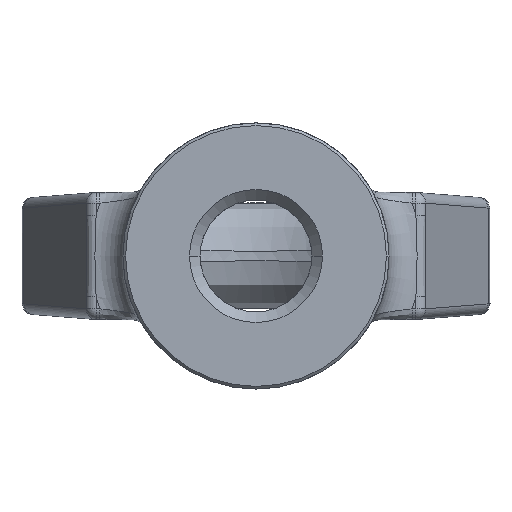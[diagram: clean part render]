
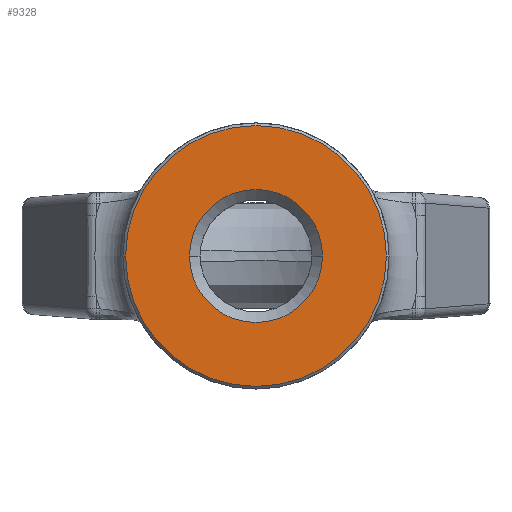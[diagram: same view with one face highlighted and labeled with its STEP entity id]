
A CAD part, front view. The second image highlights one B-rep face of the part: STEP entity #9328.
In plain terms, the highlighted planar face has unit normal (0, -1, 0).
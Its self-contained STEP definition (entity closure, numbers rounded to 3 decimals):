
#1954=CARTESIAN_POINT('',(0.,-86.,0.));
#1955=DIRECTION('',(0.,-1.,0.));
#1956=DIRECTION('',(-1.,0.,0.));
#1957=AXIS2_PLACEMENT_3D('',#1954,#1955,#1956);
#1959=CARTESIAN_POINT('',(0.,-86.,0.));
#1960=DIRECTION('',(0.,1.,0.));
#1961=DIRECTION('',(-1.,0.,0.));
#1962=AXIS2_PLACEMENT_3D('',#1959,#1960,#1961);
#1964=CARTESIAN_POINT('',(0.,-86.,0.));
#1965=DIRECTION('',(0.,-1.,0.));
#1966=DIRECTION('',(-1.,0.,0.));
#1967=AXIS2_PLACEMENT_3D('',#1964,#1965,#1966);
#1969=CARTESIAN_POINT('',(0.,-86.,0.));
#1970=DIRECTION('',(0.,-1.,0.));
#1971=DIRECTION('',(1.,0.,0.));
#1972=AXIS2_PLACEMENT_3D('',#1969,#1970,#1971);
#5822=CARTESIAN_POINT('',(-49.,-86.,0.));
#5823=VERTEX_POINT('',#5822);
#5824=CARTESIAN_POINT('',(49.,-86.,0.));
#5825=VERTEX_POINT('',#5824);
#5830=CARTESIAN_POINT('',(-25.,-86.,0.));
#5831=CARTESIAN_POINT('',(25.,-86.,0.));
#5832=VERTEX_POINT('',#5830);
#5833=VERTEX_POINT('',#5831);
#9312=CARTESIAN_POINT('',(0.,-86.,0.));
#9313=DIRECTION('',(0.,1.,0.));
#9314=DIRECTION('',(1.,0.,0.));
#9315=AXIS2_PLACEMENT_3D('',#9312,#9313,#9314);
#9316=PLANE('',#9315);
#9318=ORIENTED_EDGE('',*,*,#9317,.F.);
#9320=ORIENTED_EDGE('',*,*,#9319,.T.);
#9321=EDGE_LOOP('',(#9318,#9320));
#9322=FACE_OUTER_BOUND('',#9321,.F.);
#9323=ORIENTED_EDGE('',*,*,#9302,.T.);
#9325=ORIENTED_EDGE('',*,*,#9324,.T.);
#9326=EDGE_LOOP('',(#9323,#9325));
#9327=FACE_BOUND('',#9326,.F.);
#9328=ADVANCED_FACE('',(#9322,#9327),#9316,.F.);
#1958=CIRCLE('',#1957,49.);
#1963=CIRCLE('',#1962,49.);
#1968=CIRCLE('',#1967,25.);
#1973=CIRCLE('',#1972,25.);
#9302=EDGE_CURVE('',#5832,#5833,#1968,.T.);
#9317=EDGE_CURVE('',#5823,#5825,#1958,.T.);
#9319=EDGE_CURVE('',#5823,#5825,#1963,.T.);
#9324=EDGE_CURVE('',#5833,#5832,#1973,.T.);
